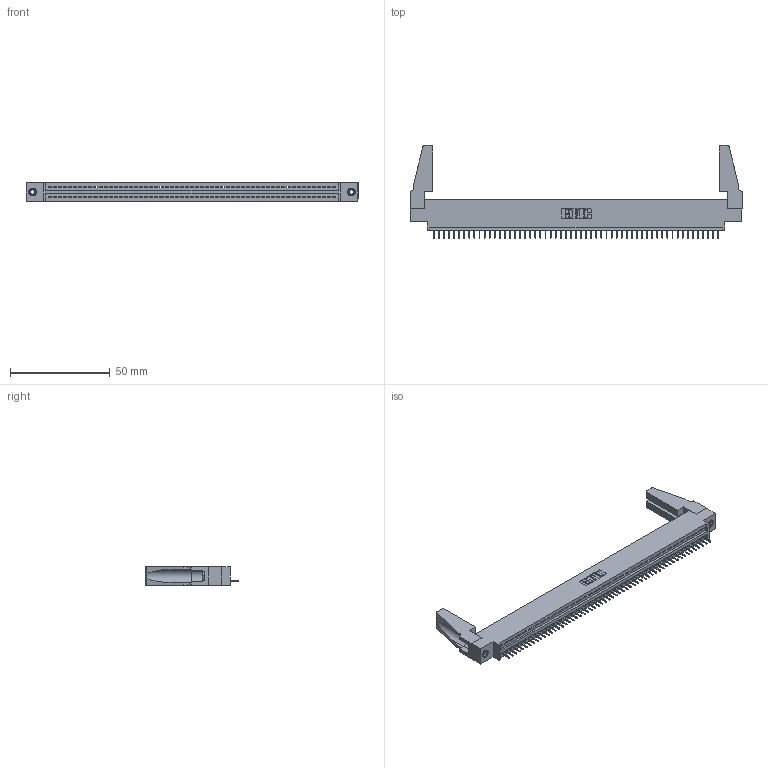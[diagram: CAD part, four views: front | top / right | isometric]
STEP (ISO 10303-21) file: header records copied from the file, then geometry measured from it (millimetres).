
FILE_DESCRIPTION (( 'STEP AP203' ), '1' );
FILE_NAME ('345-057-524-688.STEP', '2019-10-10T13:39:48', ( '' ), ( '' ), 'SwSTEP 2.0', 'SolidWorks 2016', '' );
FILE_SCHEMA (( 'CONFIG_CONTROL_DESIGN' ));
Length unit declared in the file: inch
Products named in the file (5): 345-220-078_345-220-088; 345 Part_0.170 Offset - 0.156 Dia-TH; 345-292-001_345-293-124; 345-057-524-688; 345-250-001_345-250-001-102
Assembly tree (62 placements, depth 2):
  345-057-524-688
    345 Part_0.170 Offset - 0.156 Dia-TH
    345-292-001_345-293-124  x57
    345-250-001_345-250-001-102  x2
    345-220-078_345-220-088  x2
Bounding box: 166.01 x 46.53 x 9.4 mm (x, y, z)
Volume: 18805 mm3; surface area: 23407.7 mm2
Topology: 62 solids, 62 shells, 3788 faces, 10927 edges, 7046 vertices
Faces by surface type: plane 2778, cylinder 994, cone 12, torus 4
Entity records: 43234 total; most frequent: CARTESIAN_POINT 7477, ORIENTED_EDGE 7428, DIRECTION 6516, EDGE_CURVE 3714, LINE 3316, VECTOR 3316, VERTEX_POINT 2466, AXIS2_PLACEMENT_3D 1600
